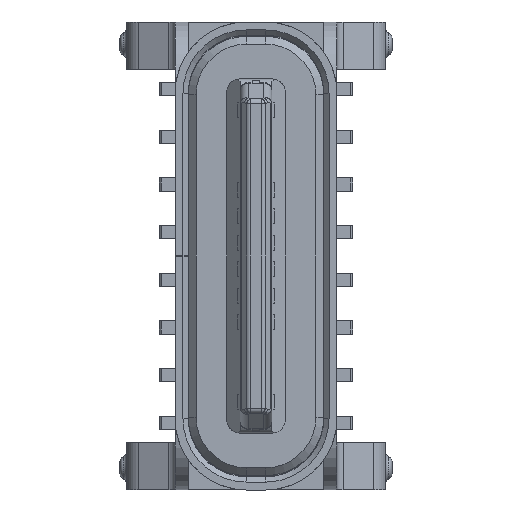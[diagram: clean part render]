
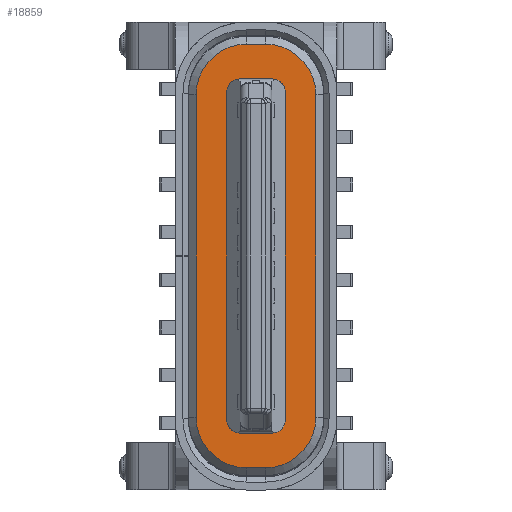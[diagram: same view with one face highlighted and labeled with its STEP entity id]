
A CAD part, front view. The second image highlights one B-rep face of the part: STEP entity #18859.
In plain terms, the highlighted planar face has unit normal (0, -1, 0).
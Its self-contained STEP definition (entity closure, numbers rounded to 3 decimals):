
#3878=DIRECTION('',(0.,0.,-1.));
#3879=VECTOR('',#3878,6.1);
#3880=CARTESIAN_POINT('',(-1.13,-4.115,
3.05));
#3881=LINE('',#3880,#3879);
#3946=CARTESIAN_POINT('',(-0.18,-4.115,
-3.05));
#3947=DIRECTION('',(0.,1.,0.));
#3948=DIRECTION('',(0.,0.,-1.));
#3949=AXIS2_PLACEMENT_3D('',#3946,#3947,#3948);
#3951=CARTESIAN_POINT('',(-0.18,-4.115,
3.05));
#3952=DIRECTION('',(0.,1.,0.));
#3953=DIRECTION('',(-1.,0.,0.));
#3954=AXIS2_PLACEMENT_3D('',#3951,#3952,#3953);
#3956=CARTESIAN_POINT('',(0.18,-4.115,
3.05));
#3957=DIRECTION('',(0.,1.,0.));
#3958=DIRECTION('',(0.,0.,1.));
#3959=AXIS2_PLACEMENT_3D('',#3956,#3957,#3958);
#3961=CARTESIAN_POINT('',(0.18,-4.115,
-3.05));
#3962=DIRECTION('',(0.,1.,0.));
#3963=DIRECTION('',(1.,0.,0.));
#3964=AXIS2_PLACEMENT_3D('',#3961,#3962,#3963);
#3966=CARTESIAN_POINT('',(-0.309,-4.115,
3.105));
#3967=DIRECTION('',(0.,1.,0.));
#3968=DIRECTION('',(-1.,0.,0.));
#3969=AXIS2_PLACEMENT_3D('',#3966,#3967,#3968);
#3971=DIRECTION('',(0.,0.,-1.));
#3972=VECTOR('',#3971,6.21);
#3973=CARTESIAN_POINT('',(-0.549,-4.115,
3.105));
#3974=LINE('',#3973,#3972);
#3975=CARTESIAN_POINT('',(-0.309,-4.115,
-3.105));
#3976=DIRECTION('',(0.,1.,0.));
#3977=DIRECTION('',(0.,0.,-1.));
#3978=AXIS2_PLACEMENT_3D('',#3975,#3976,#3977);
#3980=DIRECTION('',(-1.,0.,0.));
#3981=VECTOR('',#3980,0.62);
#3982=CARTESIAN_POINT('',(0.311,-4.115,
-3.345));
#3983=LINE('',#3982,#3981);
#3984=CARTESIAN_POINT('',(0.311,-4.115,
-3.105));
#3985=DIRECTION('',(0.,1.,0.));
#3986=DIRECTION('',(1.,0.,0.));
#3987=AXIS2_PLACEMENT_3D('',#3984,#3985,#3986);
#3989=DIRECTION('',(0.,0.,-1.));
#3990=VECTOR('',#3989,6.21);
#3991=CARTESIAN_POINT('',(0.551,-4.115,
3.105));
#3992=LINE('',#3991,#3990);
#3993=CARTESIAN_POINT('',(0.311,-4.115,
3.105));
#3994=DIRECTION('',(0.,1.,0.));
#3995=DIRECTION('',(0.,0.,1.));
#3996=AXIS2_PLACEMENT_3D('',#3993,#3994,#3995);
#3998=DIRECTION('',(1.,0.,0.));
#3999=VECTOR('',#3998,0.36);
#4000=CARTESIAN_POINT('',(-0.18,-4.115,
-4.));
#4001=LINE('',#4000,#3999);
#4257=DIRECTION('',(0.,0.,1.));
#4258=VECTOR('',#4257,6.1);
#4259=CARTESIAN_POINT('',(1.13,-4.115,
-3.05));
#4260=LINE('',#4259,#4258);
#4301=DIRECTION('',(-1.,0.,0.));
#4302=VECTOR('',#4301,0.36);
#4303=CARTESIAN_POINT('',(0.18,-4.115,
4.));
#4304=LINE('',#4303,#4302);
#4321=DIRECTION('',(-1.,0.,0.));
#4322=VECTOR('',#4321,0.62);
#4323=CARTESIAN_POINT('',(0.311,-4.115,
3.345));
#4324=LINE('',#4323,#4322);
#12115=CARTESIAN_POINT('',(-1.13,-4.115,
3.05));
#12117=VERTEX_POINT('',#12115);
#12119=CARTESIAN_POINT('',(-1.13,-4.115,
-3.05));
#12120=VERTEX_POINT('',#12119);
#12123=CARTESIAN_POINT('',(-0.18,-4.115,
4.));
#12124=VERTEX_POINT('',#12123);
#12131=CARTESIAN_POINT('',(0.18,-4.115,
-4.));
#12132=VERTEX_POINT('',#12131);
#12133=CARTESIAN_POINT('',(1.13,-4.115,
-3.05));
#12134=VERTEX_POINT('',#12133);
#12135=CARTESIAN_POINT('',(-0.18,-4.115,
-4.));
#12136=VERTEX_POINT('',#12135);
#12137=CARTESIAN_POINT('',(0.18,-4.115,
4.));
#12138=VERTEX_POINT('',#12137);
#12139=CARTESIAN_POINT('',(1.13,-4.115,3.05));
#12140=VERTEX_POINT('',#12139);
#12951=CARTESIAN_POINT('',(0.311,-4.115,
-3.345));
#12953=VERTEX_POINT('',#12951);
#12955=CARTESIAN_POINT('',(-0.309,-4.115,
-3.345));
#12957=VERTEX_POINT('',#12955);
#12959=CARTESIAN_POINT('',(0.311,-4.115,
3.345));
#12961=VERTEX_POINT('',#12959);
#12963=CARTESIAN_POINT('',(-0.309,-4.115,
3.345));
#12965=VERTEX_POINT('',#12963);
#12987=CARTESIAN_POINT('',(0.551,-4.115,
3.105));
#12989=VERTEX_POINT('',#12987);
#12991=CARTESIAN_POINT('',(0.551,-4.115,
-3.105));
#12993=VERTEX_POINT('',#12991);
#12997=CARTESIAN_POINT('',(-0.549,-4.115,
-3.105));
#12998=VERTEX_POINT('',#12997);
#12999=CARTESIAN_POINT('',(-0.549,-4.115,
3.105));
#13000=VERTEX_POINT('',#12999);
#18821=CARTESIAN_POINT('',(-0.549,-4.115,
4.5));
#18822=DIRECTION('',(0.,-1.,0.));
#18823=DIRECTION('',(-1.,0.,0.));
#18824=AXIS2_PLACEMENT_3D('',#18821,#18822,#18823);
#18825=PLANE('',#18824);
#18827=ORIENTED_EDGE('',*,*,#18826,.F.);
#18828=ORIENTED_EDGE('',*,*,#18814,.T.);
#18829=ORIENTED_EDGE('',*,*,#18715,.F.);
#18830=ORIENTED_EDGE('',*,*,#18732,.T.);
#18832=ORIENTED_EDGE('',*,*,#18831,.F.);
#18834=ORIENTED_EDGE('',*,*,#18833,.T.);
#18836=ORIENTED_EDGE('',*,*,#18835,.F.);
#18838=ORIENTED_EDGE('',*,*,#18837,.T.);
#18839=EDGE_LOOP('',(#18827,#18828,#18829,#18830,#18832,#18834,#18836,#18838));
#18840=FACE_OUTER_BOUND('',#18839,.F.);
#18842=ORIENTED_EDGE('',*,*,#18841,.T.);
#18844=ORIENTED_EDGE('',*,*,#18843,.F.);
#18846=ORIENTED_EDGE('',*,*,#18845,.T.);
#18848=ORIENTED_EDGE('',*,*,#18847,.F.);
#18850=ORIENTED_EDGE('',*,*,#18849,.F.);
#18852=ORIENTED_EDGE('',*,*,#18851,.F.);
#18854=ORIENTED_EDGE('',*,*,#18853,.F.);
#18856=ORIENTED_EDGE('',*,*,#18855,.F.);
#18857=EDGE_LOOP('',(#18842,#18844,#18846,#18848,#18850,#18852,#18854,#18856));
#18858=FACE_BOUND('',#18857,.F.);
#3950=CIRCLE('',#3949,0.95);
#3955=CIRCLE('',#3954,0.95);
#3960=CIRCLE('',#3959,0.95);
#3965=CIRCLE('',#3964,0.95);
#3970=CIRCLE('',#3969,0.24);
#3979=CIRCLE('',#3978,0.24);
#3988=CIRCLE('',#3987,0.24);
#3997=CIRCLE('',#3996,0.24);
#18715=EDGE_CURVE('',#12117,#12120,#3881,.T.);
#18732=EDGE_CURVE('',#12117,#12124,#3955,.T.);
#18814=EDGE_CURVE('',#12136,#12120,#3950,.T.);
#18826=EDGE_CURVE('',#12136,#12132,#4001,.T.);
#18831=EDGE_CURVE('',#12138,#12124,#4304,.T.);
#18833=EDGE_CURVE('',#12138,#12140,#3960,.T.);
#18835=EDGE_CURVE('',#12134,#12140,#4260,.T.);
#18837=EDGE_CURVE('',#12134,#12132,#3965,.T.);
#18841=EDGE_CURVE('',#12961,#12965,#4324,.T.);
#18843=EDGE_CURVE('',#13000,#12965,#3970,.T.);
#18845=EDGE_CURVE('',#13000,#12998,#3974,.T.);
#18847=EDGE_CURVE('',#12957,#12998,#3979,.T.);
#18849=EDGE_CURVE('',#12953,#12957,#3983,.T.);
#18851=EDGE_CURVE('',#12993,#12953,#3988,.T.);
#18853=EDGE_CURVE('',#12989,#12993,#3992,.T.);
#18855=EDGE_CURVE('',#12961,#12989,#3997,.T.);
#18859=ADVANCED_FACE('',(#18840,#18858),#18825,.T.);
